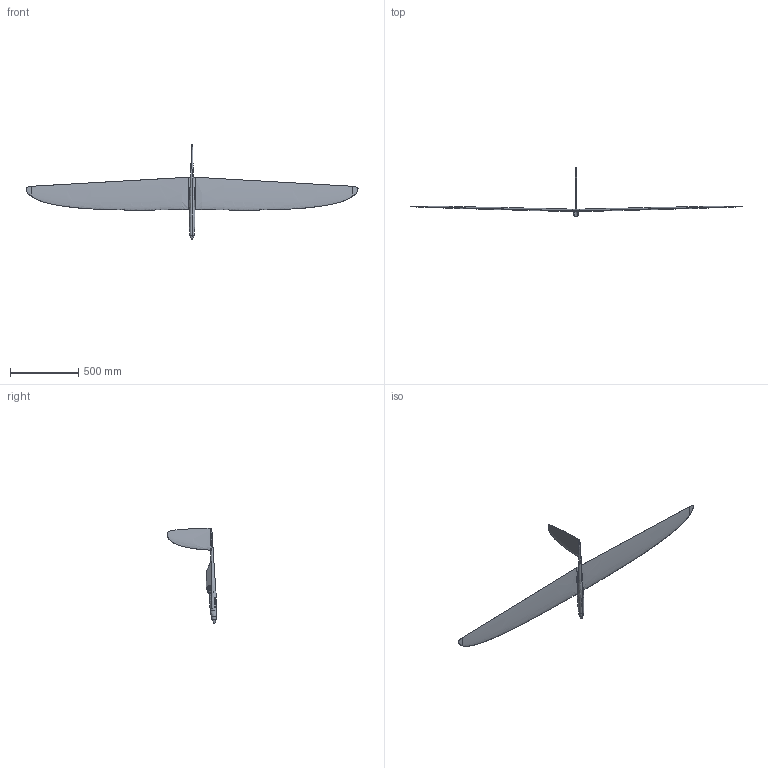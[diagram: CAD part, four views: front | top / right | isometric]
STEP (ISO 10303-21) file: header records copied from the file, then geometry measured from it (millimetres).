
FILE_DESCRIPTION (( 'STEP AP214' ), '1' );
FILE_NAME ('221015_Amokka JX_LC.STEP', '2022-12-04T19:34:41', ( '' ), ( '' ), 'SwSTEP 2.0', 'SolidWorks 2020', '' );
FILE_SCHEMA (( 'AUTOMOTIVE_DESIGN' ));
Length unit declared in the file: millimetre
Products named in the file (1): 221015_Amokka JX_LC
Bounding box: 2424.18 x 355.79 x 695.41 mm (x, y, z)
Volume: 5657363.9 mm3; surface area: 1087695.4 mm2
Topology: 7 solids, 7 shells, 65 faces, 141 edges, 91 vertices
Faces by surface type: bspline 33, plane 28, cylinder 4
Entity records: 28957 total; most frequent: CARTESIAN_POINT 27717, ORIENTED_EDGE 278, EDGE_CURVE 139, DIRECTION 128, VERTEX_POINT 91, B_SPLINE_CURVE_WITH_KNOTS 87, EDGE_LOOP 68, ADVANCED_FACE 65
